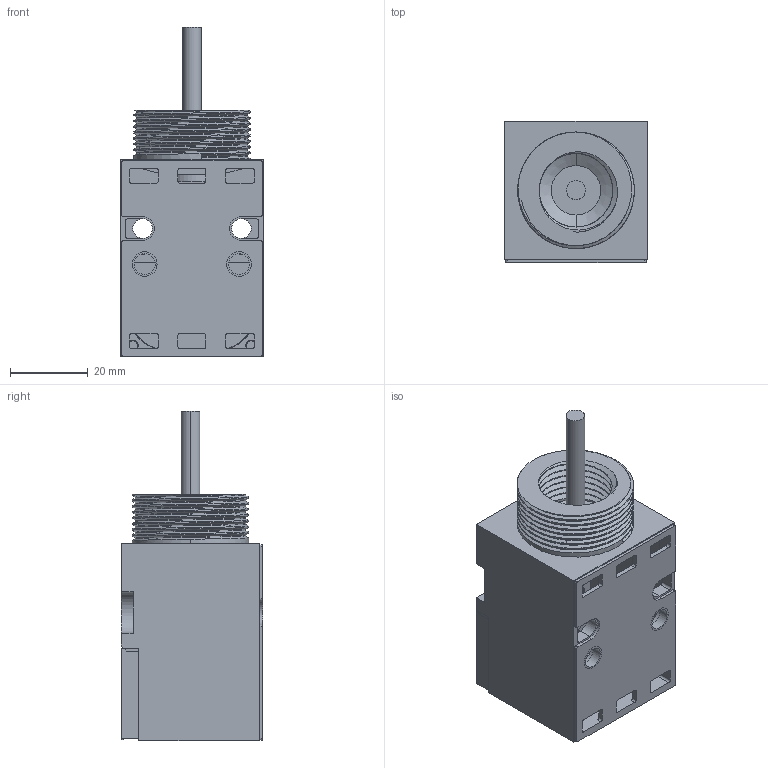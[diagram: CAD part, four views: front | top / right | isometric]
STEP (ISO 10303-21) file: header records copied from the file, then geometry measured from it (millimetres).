
FILE_DESCRIPTION((''),'2;1');
FILE_NAME('214766_ASM','2019-10-23T11:21:55',('pdmadmin'),('BANNER ENGINEERING'),'CREO PARAMETRIC BY PTC INC, 2018300','CREO PARAMETRIC BY PTC INC, 2018300','');
FILE_SCHEMA(('CONFIG_CONTROL_DESIGN'));
Length unit declared in the file: inch
Products named in the file (11): 12611_AF0; 15485_AF0; 12813; 13380_AF0; 09314_AF0; 09314_AF1; 09314_AF2; 09314_AF3; 12791_214766; CABLE_214766; 214766_ASM
Assembly tree (10 placements, depth 2):
  214766_ASM
    12611_AF0
    15485_AF0
    12813
    13380_AF0
    09314_AF0
    09314_AF1
    09314_AF2
    09314_AF3
    12791_214766
    CABLE_214766
Bounding box: 36.7 x 36.32 x 84.85 mm (x, y, z)
Volume: 20806.9 mm3; surface area: 27068.7 mm2
Topology: 10 solids, 12 shells, 519 faces, 1405 edges, 908 vertices
Faces by surface type: cylinder 242, plane 222, cone 36, bspline 15, sphere 4
Entity records: 21318 total; most frequent: CARTESIAN_POINT 7699, DIRECTION 2848, ORIENTED_EDGE 2794, EDGE_CURVE 1401, AXIS2_PLACEMENT_3D 1004, VERTEX_POINT 908, VECTOR 840, LINE 840
